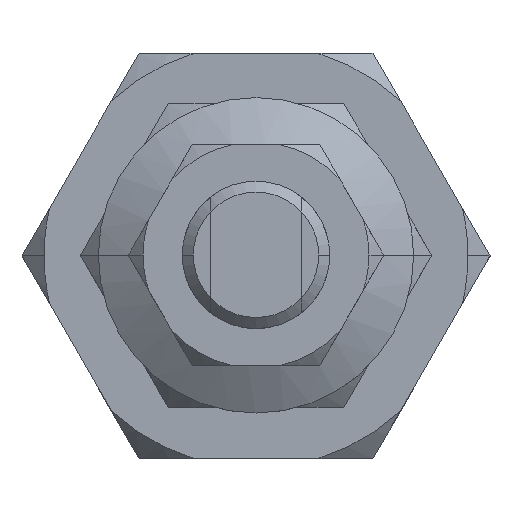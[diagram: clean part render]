
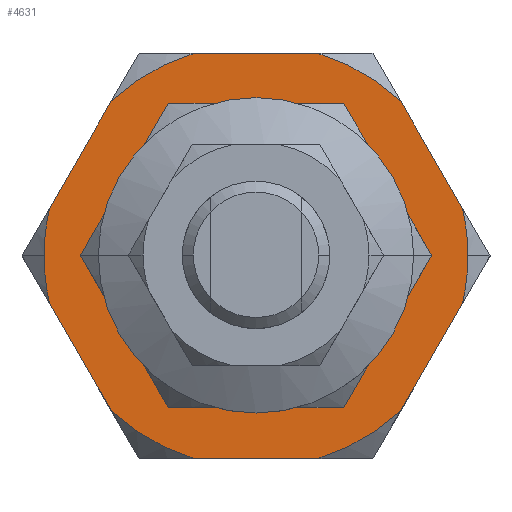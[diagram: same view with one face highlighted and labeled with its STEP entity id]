
A CAD part, top view. The second image highlights one B-rep face of the part: STEP entity #4631.
In plain terms, the highlighted planar face has unit normal (0, 0, 1).
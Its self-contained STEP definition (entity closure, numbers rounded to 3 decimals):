
#3505=CARTESIAN_POINT('',(22.89,0.,-22.698));
#3506=VERTEX_POINT('',#3505);
#3515=CARTESIAN_POINT('',(-13.11,0.,-22.698));
#3516=VERTEX_POINT('',#3515);
#3517=CARTESIAN_POINT('',(4.89,0.,-22.698));
#3518=DIRECTION('',(0.0,0.0,-1.0));
#3519=DIRECTION('',(1.0,0.0,0.0));
#3520=AXIS2_PLACEMENT_3D('',#3517,#3518,#3519);
#3521=CIRCLE('',#3520,18.0);
#3522=EDGE_CURVE('',#3516,#3506,#3521,.T.);
#3669=CARTESIAN_POINT('',(33.644,0.,-22.698));
#3670=VERTEX_POINT('',#3669);
#3679=CARTESIAN_POINT('',(32.906,-6.476,-22.698));
#3680=VERTEX_POINT('',#3679);
#3681=CARTESIAN_POINT('',(4.89,0.,-22.698));
#3682=DIRECTION('',(0.0,0.0,1.0));
#3683=DIRECTION('',(1.0,0.0,0.0));
#3684=AXIS2_PLACEMENT_3D('',#3681,#3682,#3683);
#3685=CIRCLE('',#3684,28.754);
#3686=EDGE_CURVE('',#3680,#3670,#3685,.T.);
#3711=CARTESIAN_POINT('',(-23.864,0.,-22.698));
#3712=VERTEX_POINT('',#3711);
#3719=CARTESIAN_POINT('',(-23.126,-6.476,-22.698));
#3720=VERTEX_POINT('',#3719);
#3734=CARTESIAN_POINT('',(4.89,0.,-22.698));
#3735=DIRECTION('',(0.0,0.0,1.0));
#3736=DIRECTION('',(1.0,0.0,0.0));
#3737=AXIS2_PLACEMENT_3D('',#3734,#3735,#3736);
#3738=CIRCLE('',#3737,28.754);
#3739=EDGE_CURVE('',#3712,#3720,#3738,.T.);
#3750=CARTESIAN_POINT('',(-23.126,6.476,-22.698));
#3751=VERTEX_POINT('',#3750);
#3752=CARTESIAN_POINT('',(4.89,0.,-22.698));
#3753=DIRECTION('',(0.0,0.0,1.0));
#3754=DIRECTION('',(1.0,0.0,0.0));
#3755=AXIS2_PLACEMENT_3D('',#3752,#3753,#3754);
#3756=CIRCLE('',#3755,28.754);
#3757=EDGE_CURVE('',#3751,#3712,#3756,.T.);
#3780=CARTESIAN_POINT('',(-3.51,-27.5,-22.698));
#3781=VERTEX_POINT('',#3780);
#3797=CARTESIAN_POINT('',(-14.726,-21.024,-22.698));
#3798=VERTEX_POINT('',#3797);
#3799=CARTESIAN_POINT('',(4.89,0.,-22.698));
#3800=DIRECTION('',(0.0,0.0,1.0));
#3801=DIRECTION('',(1.0,0.0,0.0));
#3802=AXIS2_PLACEMENT_3D('',#3799,#3800,#3801);
#3803=CIRCLE('',#3802,28.754);
#3804=EDGE_CURVE('',#3798,#3781,#3803,.T.);
#3829=CARTESIAN_POINT('',(-3.51,27.5,-22.698));
#3830=VERTEX_POINT('',#3829);
#3844=CARTESIAN_POINT('',(-14.726,21.024,-22.698));
#3845=VERTEX_POINT('',#3844);
#3859=CARTESIAN_POINT('',(4.89,0.,-22.698));
#3860=DIRECTION('',(0.0,0.0,1.0));
#3861=DIRECTION('',(1.0,0.0,0.0));
#3862=AXIS2_PLACEMENT_3D('',#3859,#3860,#3861);
#3863=CIRCLE('',#3862,28.754);
#3864=EDGE_CURVE('',#3830,#3845,#3863,.T.);
#3876=CARTESIAN_POINT('',(24.506,21.024,-22.698));
#3877=VERTEX_POINT('',#3876);
#3891=CARTESIAN_POINT('',(13.29,27.5,-22.698));
#3892=VERTEX_POINT('',#3891);
#3906=CARTESIAN_POINT('',(4.89,0.,-22.698));
#3907=DIRECTION('',(0.0,0.0,1.0));
#3908=DIRECTION('',(1.0,0.0,0.0));
#3909=AXIS2_PLACEMENT_3D('',#3906,#3907,#3908);
#3910=CIRCLE('',#3909,28.754);
#3911=EDGE_CURVE('',#3877,#3892,#3910,.T.);
#3921=CARTESIAN_POINT('',(24.506,-21.024,-22.698));
#3922=VERTEX_POINT('',#3921);
#3938=CARTESIAN_POINT('',(13.29,-27.5,-22.698));
#3939=VERTEX_POINT('',#3938);
#3940=CARTESIAN_POINT('',(4.89,0.,-22.698));
#3941=DIRECTION('',(0.0,0.0,1.0));
#3942=DIRECTION('',(1.0,0.0,0.0));
#3943=AXIS2_PLACEMENT_3D('',#3940,#3941,#3942);
#3944=CIRCLE('',#3943,28.754);
#3945=EDGE_CURVE('',#3939,#3922,#3944,.T.);
#3969=CARTESIAN_POINT('',(32.906,6.476,-22.698));
#3970=VERTEX_POINT('',#3969);
#3984=CARTESIAN_POINT('',(4.89,0.,-22.698));
#3985=DIRECTION('',(0.0,0.0,1.0));
#3986=DIRECTION('',(1.0,0.0,0.0));
#3987=AXIS2_PLACEMENT_3D('',#3984,#3985,#3986);
#3988=CIRCLE('',#3987,28.754);
#3989=EDGE_CURVE('',#3670,#3970,#3988,.T.);
#4376=CARTESIAN_POINT('',(32.906,-6.476,-22.698));
#4377=DIRECTION('',(-0.5,-0.866,0.0));
#4378=VECTOR('',#4377,16.8);
#4379=LINE('',#4376,#4378);
#4380=EDGE_CURVE('',#3680,#3922,#4379,.T.);
#4412=CARTESIAN_POINT('',(13.29,-27.5,-22.698));
#4413=DIRECTION('',(-1.0,0.0,0.0));
#4414=VECTOR('',#4413,16.8);
#4415=LINE('',#4412,#4414);
#4416=EDGE_CURVE('',#3939,#3781,#4415,.T.);
#4495=CARTESIAN_POINT('',(-14.726,-21.024,-22.698));
#4496=DIRECTION('',(-0.5,0.866,0.0));
#4497=VECTOR('',#4496,16.8);
#4498=LINE('',#4495,#4497);
#4499=EDGE_CURVE('',#3798,#3720,#4498,.T.);
#4523=CARTESIAN_POINT('',(4.89,0.,-22.698));
#4524=DIRECTION('',(0.0,0.0,-1.0));
#4525=DIRECTION('',(1.0,0.0,0.0));
#4526=AXIS2_PLACEMENT_3D('',#4523,#4524,#4525);
#4527=CIRCLE('',#4526,18.0);
#4528=EDGE_CURVE('',#3506,#3516,#4527,.T.);
#4555=CARTESIAN_POINT('',(-3.51,27.5,-22.698));
#4556=DIRECTION('',(1.0,0.0,0.0));
#4557=VECTOR('',#4556,16.8);
#4558=LINE('',#4555,#4557);
#4559=EDGE_CURVE('',#3830,#3892,#4558,.T.);
#4576=CARTESIAN_POINT('',(24.506,21.024,-22.698));
#4577=DIRECTION('',(0.5,-0.866,0.0));
#4578=VECTOR('',#4577,16.8);
#4579=LINE('',#4576,#4578);
#4580=EDGE_CURVE('',#3877,#3970,#4579,.T.);
#4597=CARTESIAN_POINT('',(-23.126,6.476,-22.698));
#4598=DIRECTION('',(0.5,0.866,0.0));
#4599=VECTOR('',#4598,16.8);
#4600=LINE('',#4597,#4599);
#4601=EDGE_CURVE('',#3751,#3845,#4600,.T.);
#4606=CARTESIAN_POINT('',(-10.987,27.5,-22.698));
#4607=DIRECTION('',(0.0,0.0,-1.0));
#4608=DIRECTION('',(-1.0,0.0,0.0));
#4609=AXIS2_PLACEMENT_3D('',#4606,#4607,#4608);
#4610=PLANE('',#4609);
#4611=ORIENTED_EDGE('',*,*,#3686,.T.);
#4612=ORIENTED_EDGE('',*,*,#3989,.T.);
#4613=ORIENTED_EDGE('',*,*,#4580,.F.);
#4614=ORIENTED_EDGE('',*,*,#3911,.T.);
#4615=ORIENTED_EDGE('',*,*,#4559,.F.);
#4616=ORIENTED_EDGE('',*,*,#3864,.T.);
#4617=ORIENTED_EDGE('',*,*,#4601,.F.);
#4618=ORIENTED_EDGE('',*,*,#3757,.T.);
#4619=ORIENTED_EDGE('',*,*,#3739,.T.);
#4620=ORIENTED_EDGE('',*,*,#4499,.F.);
#4621=ORIENTED_EDGE('',*,*,#3804,.T.);
#4622=ORIENTED_EDGE('',*,*,#4416,.F.);
#4623=ORIENTED_EDGE('',*,*,#3945,.T.);
#4624=ORIENTED_EDGE('',*,*,#4380,.F.);
#4625=EDGE_LOOP('',(#4611,#4612,#4613,#4614,#4615,#4616,#4617,#4618,#4619,#4620,#4621,#4622,#4623,#4624));
#4626=FACE_OUTER_BOUND('',#4625,.T.);
#4627=ORIENTED_EDGE('',*,*,#4528,.T.);
#4628=ORIENTED_EDGE('',*,*,#3522,.T.);
#4629=EDGE_LOOP('',(#4627,#4628));
#4630=FACE_BOUND('',#4629,.T.);
#4631=ADVANCED_FACE('',(#4626,#4630),#4610,.F.);
